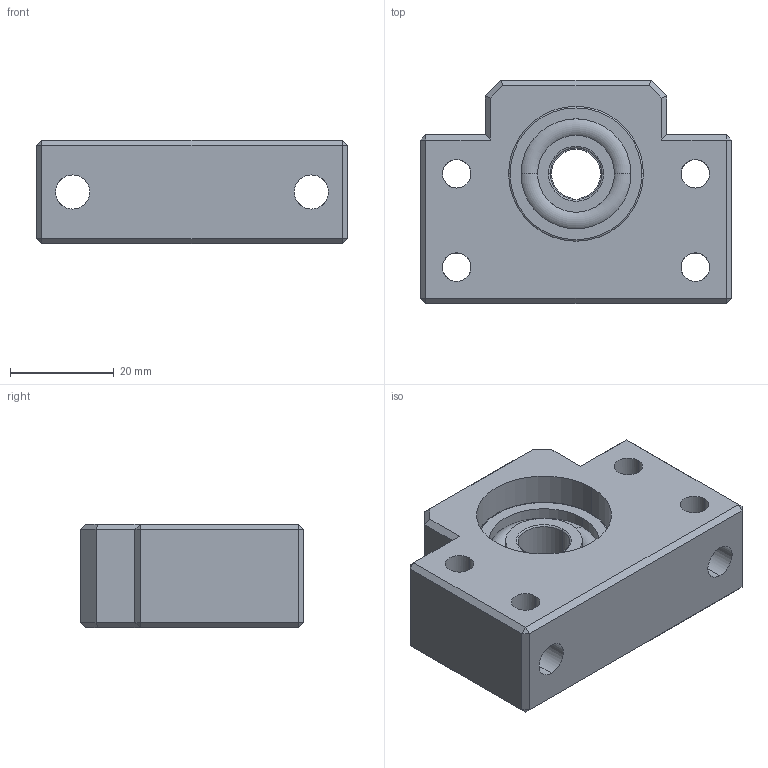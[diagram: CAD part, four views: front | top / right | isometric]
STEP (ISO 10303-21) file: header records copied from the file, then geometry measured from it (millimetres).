
FILE_DESCRIPTION (( 'STEP AP214' ), '1' );
FILE_NAME ('BF12 montado.STEP', '2014-12-30T01:55:00', ( '' ), ( '' ), 'SwSTEP 2.0', 'SolidWorks 2014', '' );
FILE_SCHEMA (( 'AUTOMOTIVE_DESIGN' ));
Length unit declared in the file: millimetre
Products named in the file (1): BF12 montado
Bounding box: 60 x 43 x 20 mm (x, y, z)
Volume: 34635.7 mm3; surface area: 13393.1 mm2
Topology: 3 solids, 3 shells, 124 faces, 314 edges, 192 vertices
Faces by surface type: plane 58, cylinder 54, torus 12
Entity records: 5654 total; most frequent: CARTESIAN_POINT 1183, DIRECTION 644, ORIENTED_EDGE 628, EDGE_CURVE 314, AXIS2_PLACEMENT_3D 237, VERTEX_POINT 192, LINE 170, VECTOR 170
